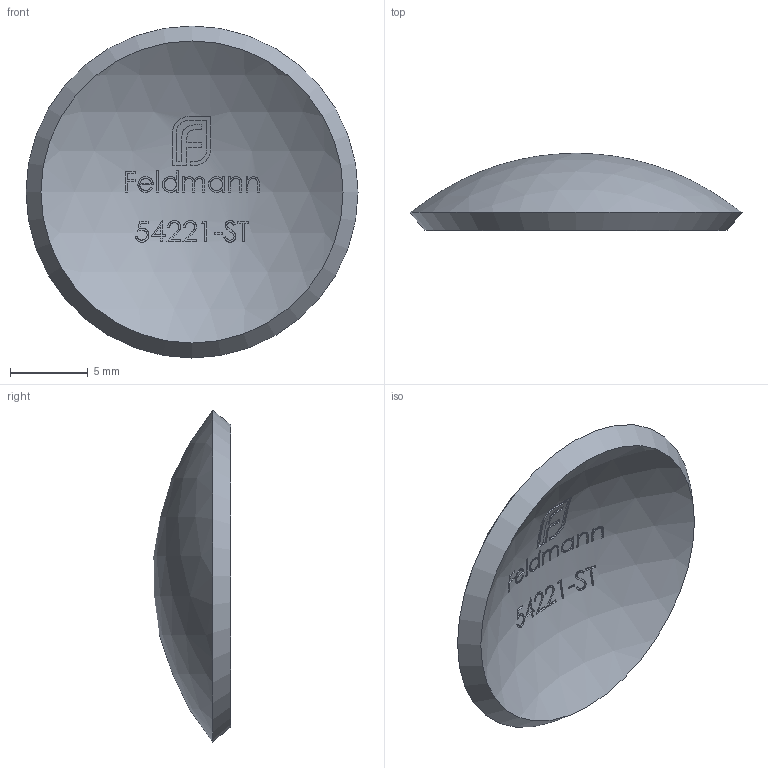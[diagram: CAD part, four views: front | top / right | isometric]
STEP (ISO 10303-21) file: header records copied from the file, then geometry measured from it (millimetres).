
FILE_DESCRIPTION (( 'STEP AP203' ), '1' );
FILE_NAME ('54221-ST.step', '2022-05-05T09:42:23', ( '' ), ( '' ), 'SwSTEP 2.0', 'SolidWorks 2018', '' );
FILE_SCHEMA (( 'CONFIG_CONTROL_DESIGN' ));
Length unit declared in the file: millimetre
Products named in the file (1): 54221-ST
Bounding box: 21.3 x 4.95 x 21.3 mm (x, y, z)
Volume: 550.6 mm3; surface area: 843.7 mm2
Topology: 1 solids, 1 shells, 254 faces, 693 edges, 462 vertices
Faces by surface type: plane 127, bspline 103, sphere 23, cone 1
Entity records: 11812 total; most frequent: CARTESIAN_POINT 5757, ORIENTED_EDGE 1384, DIRECTION 1046, EDGE_CURVE 692, VERTEX_POINT 462, AXIS2_PLACEMENT_3D 408, EDGE_LOOP 276, CIRCLE 256
